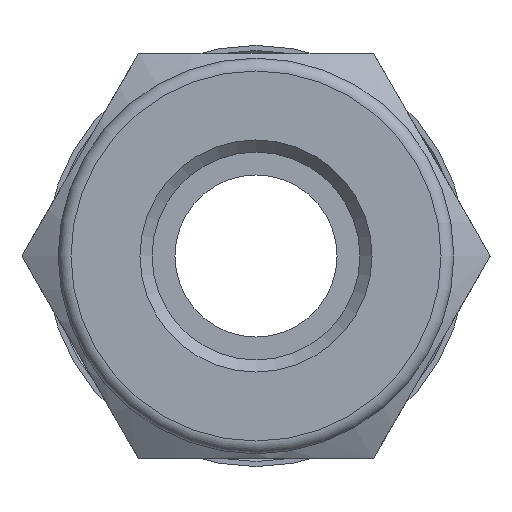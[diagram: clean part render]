
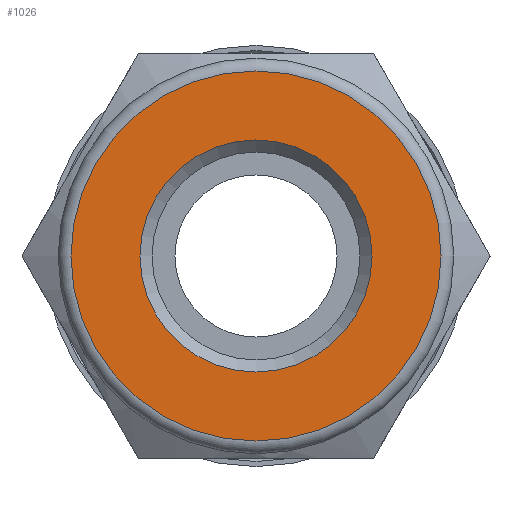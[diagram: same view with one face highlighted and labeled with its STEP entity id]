
A CAD part, left-side view. The second image highlights one B-rep face of the part: STEP entity #1026.
In plain terms, the highlighted planar face has unit normal (-1, 0, 0).
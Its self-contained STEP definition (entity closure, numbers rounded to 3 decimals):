
#65=FACE_BOUND('',#242,.T.);
#101=CIRCLE('',#1144,4.545);
#102=CIRCLE('',#1146,7.25);
#170=FACE_OUTER_BOUND('',#241,.T.);
#241=EDGE_LOOP('',(#780));
#242=EDGE_LOOP('',(#781));
#462=VERTEX_POINT('',#1720);
#463=VERTEX_POINT('',#1724);
#580=EDGE_CURVE('',#462,#462,#101,.T.);
#581=EDGE_CURVE('',#463,#463,#102,.T.);
#780=ORIENTED_EDGE('',*,*,#581,.F.);
#781=ORIENTED_EDGE('',*,*,#580,.T.);
#988=PLANE('',#1145);
#1026=ADVANCED_FACE('',(#170,#65),#988,.T.);
#1144=AXIS2_PLACEMENT_3D('',#1722,#1366,#1367);
#1145=AXIS2_PLACEMENT_3D('',#1723,#1368,#1369);
#1146=AXIS2_PLACEMENT_3D('',#1725,#1370,#1371);
#1366=DIRECTION('center_axis',(1.,0.,0.));
#1367=DIRECTION('ref_axis',(0.,0.,-1.));
#1368=DIRECTION('center_axis',(-1.,0.,0.));
#1369=DIRECTION('ref_axis',(0.,0.,1.));
#1370=DIRECTION('center_axis',(1.,0.,0.));
#1371=DIRECTION('ref_axis',(0.,0.,-1.));
#1720=CARTESIAN_POINT('',(0.001,-4.545,0.));
#1722=CARTESIAN_POINT('Origin',(0.001,0.,
0.));
#1723=CARTESIAN_POINT('Origin',(0.001,7.25,0.));
#1724=CARTESIAN_POINT('',(0.001,0.,7.25));
#1725=CARTESIAN_POINT('Origin',(0.001,0.,
0.));
